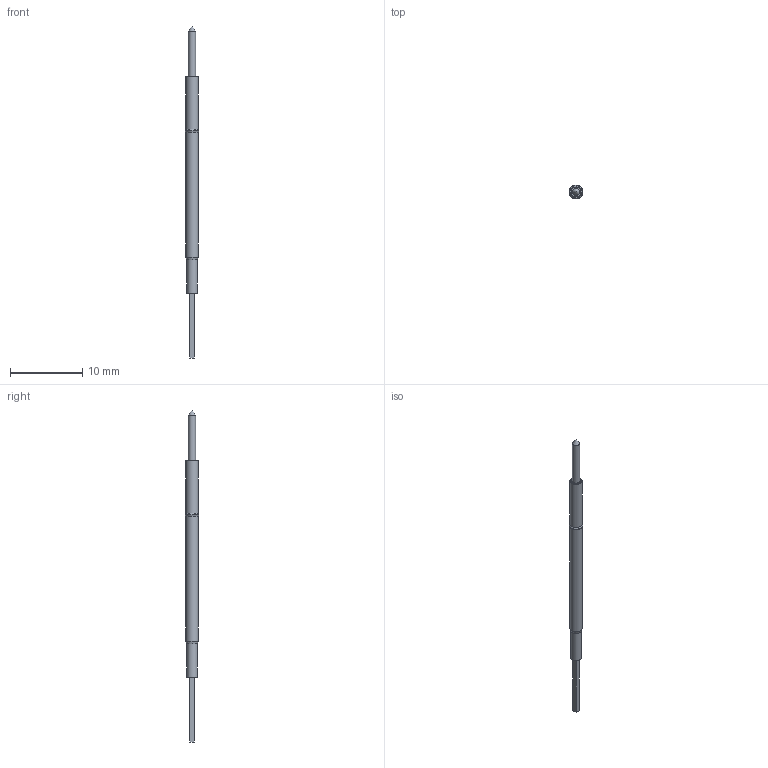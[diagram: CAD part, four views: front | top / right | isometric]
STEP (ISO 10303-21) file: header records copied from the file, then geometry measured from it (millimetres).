
FILE_DESCRIPTION(('R100-4W-P100-B1'),'2;1');
FILE_NAME('Pogopin R100-4W socket with P100-B1 pin.','2021-11-24T20:44:20',('Mario DE WEERD'),(''),' ','FreeCAD','CC-BY-SA');
FILE_SCHEMA(('AP242_MANAGED_MODEL_BASED_3D_ENGINEERING_MIM_LF. {1 0 10303 442 1 1 4 }'));
Length unit declared in the file: millimetre
Products named in the file (1): union002
Bounding box: 1.93 x 1.93 x 46.05 mm (x, y, z)
Volume: 64.2 mm3; surface area: 544.2 mm2
Topology: 2 solids, 2 shells, 23 faces, 40 edges, 25 vertices
Faces by surface type: plane 12, cylinder 7, cone 2, torus 2
Full cylindrical faces by diameter (mm): 1 x1, 1.02 x1, 1.36 x1, 1.38 x1, 1.47 x1, 1.68 x2
Entity records: 1091 total; most frequent: CARTESIAN_POINT 185, DIRECTION 179, LINE 87, VECTOR 87, ORIENTED_EDGE 78, PCURVE 78, DEFINITIONAL_REPRESENTATION 78, AXIS2_PLACEMENT_3D 42
